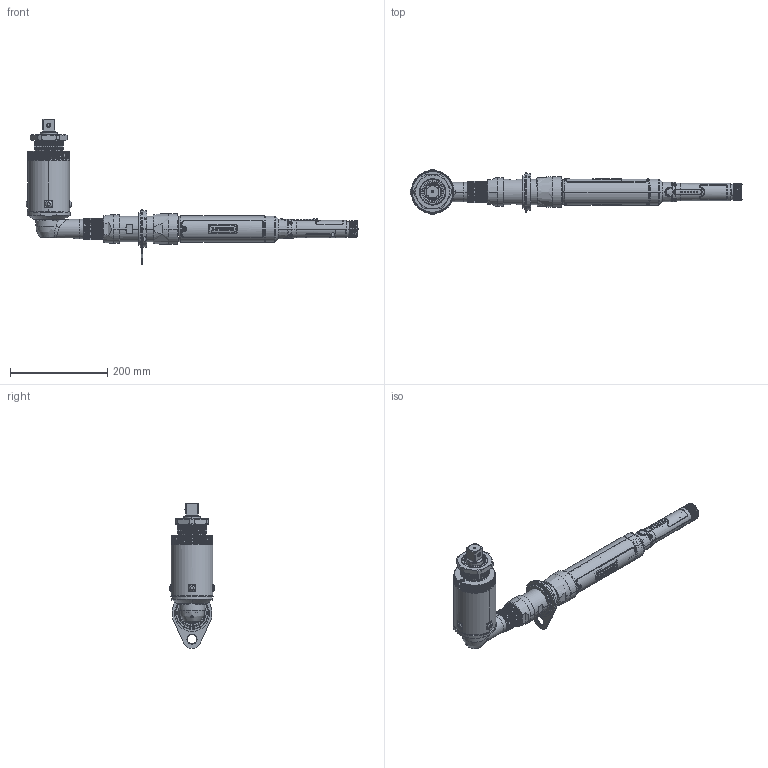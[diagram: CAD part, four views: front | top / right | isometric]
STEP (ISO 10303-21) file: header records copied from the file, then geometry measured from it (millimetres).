
FILE_DESCRIPTION((''),'2;1');
FILE_NAME('EB55LA26S0004-740','2019-02-22T09:30:03',('DMG0713'),(''),'CREO PARAMETRIC BY PTC INC, 2017380','CREO PARAMETRIC BY PTC INC, 2017380','');
FILE_SCHEMA(('CONFIG_CONTROL_DESIGN'));
Products named in the file (1): EB55LA26S0004-740
Bounding box: 683.72 x 93.4 x 298.66 mm (x, y, z)
Surface area: 407723.9 mm2 (no closed solid volume)
Topology: 0 solids, 233 shells, 2716 faces, 10703 edges, 7980 vertices
Faces by surface type: cylinder 1118, plane 609, bspline 380, cone 290, torus 205, extrusion 94, sphere 20
Entity records: 171280 total; most frequent: CARTESIAN_POINT 91268, ORIENTED_EDGE 15995, DIRECTION 14478, EDGE_CURVE 10695, VERTEX_POINT 7980, AXIS2_PLACEMENT_3D 5512, B_SPLINE_CURVE_WITH_KNOTS 4159, VECTOR 3454
